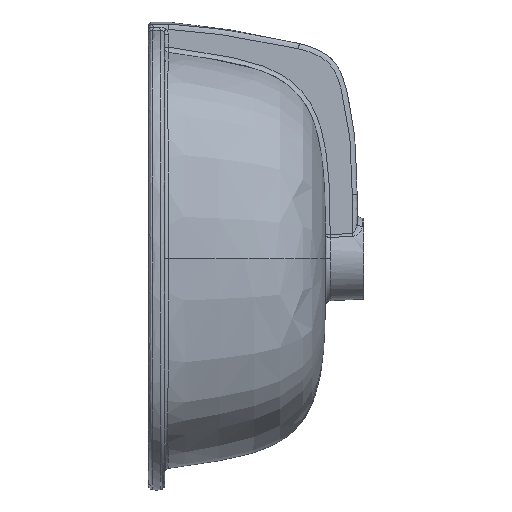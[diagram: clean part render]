
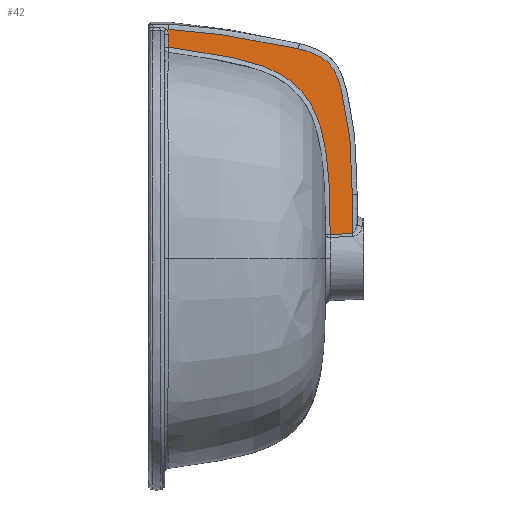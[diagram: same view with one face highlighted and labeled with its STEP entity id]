
A CAD part, left-side view. The second image highlights one B-rep face of the part: STEP entity #42.
In plain terms, the highlighted planar face has unit normal (-0.995, -0.1, 0).
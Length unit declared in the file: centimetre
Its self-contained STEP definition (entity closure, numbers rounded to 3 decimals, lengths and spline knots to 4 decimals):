
#42=ADVANCED_FACE('',(#141),#1407,.T.);
#141=FACE_OUTER_BOUND('',#239,.T.);
#239=EDGE_LOOP('',(#429,#430,#431,#432,#433,#434,#435,#436));
#429=ORIENTED_EDGE('',*,*,#800,.T.);
#430=ORIENTED_EDGE('',*,*,#801,.T.);
#431=ORIENTED_EDGE('',*,*,#802,.T.);
#432=ORIENTED_EDGE('',*,*,#803,.T.);
#433=ORIENTED_EDGE('',*,*,#804,.T.);
#434=ORIENTED_EDGE('',*,*,#805,.F.);
#435=ORIENTED_EDGE('',*,*,#806,.T.);
#436=ORIENTED_EDGE('',*,*,#807,.T.);
#800=EDGE_CURVE('',#1233,#1234,#1090,.T.);
#801=EDGE_CURVE('',#1234,#1235,#1091,.T.);
#802=EDGE_CURVE('',#1235,#1236,#1092,.T.);
#803=EDGE_CURVE('',#1236,#1237,#1093,.T.);
#804=EDGE_CURVE('',#1237,#1219,#1094,.T.);
#805=EDGE_CURVE('',#1218,#1219,#1095,.T.);
#806=EDGE_CURVE('',#1218,#1232,#1096,.T.);
#807=EDGE_CURVE('',#1232,#1233,#1097,.T.);
#1090=B_SPLINE_CURVE_WITH_KNOTS('',3,(#12834,#12835,#12836,#12837,#12838,
#12839,#12840,#12841,#12842,#12843,#12844,#12845,#12846,#12847,#12848,#12849,
#12850,#12851,#12852,#12853,#12854,#12855,#12856,#12857,#12858,#12859,#12860),
 .UNSPECIFIED.,.F.,.F.,(4,1,1,1,1,1,1,1,1,1,1,1,1,1,1,1,1,1,1,1,1,1,1,1,
4),(-272.4904,-253.7047,-236.8678,-221.6802,
-208.0208,-195.8151,-184.9795,-175.44,
-167.1015,-159.6405,-152.7372,-146.1473,
-139.6752,-133.1665,-126.4529,-119.3073,
-111.4896,-102.7335,-92.8088,-81.5493,
-68.8218,-54.4596,-38.2816,-20.1595,
0.),.UNSPECIFIED.);
#1091=B_SPLINE_CURVE_WITH_KNOTS('',3,(#12861,#12862,#12863,#12864,#12865,
#12866),.UNSPECIFIED.,.F.,.F.,(4,1,1,4),(-20.6653,-13.7769,
-6.8884,0.),.UNSPECIFIED.);
#1092=B_SPLINE_CURVE_WITH_KNOTS('',1,(#12867,#12868),.UNSPECIFIED.,.F.,
 .F.,(2,2),(0.,1.),.UNSPECIFIED.);
#1093=B_SPLINE_CURVE_WITH_KNOTS('',3,(#12869,#12870,#12871,#12872,#12873,
#12874,#12875,#12876,#12877,#12878,#12879,#12880,#12881,#12882,#12883,#12884,
#12885,#12886,#12887),.UNSPECIFIED.,.F.,.F.,(4,1,1,1,1,1,1,1,1,1,1,1,1,
1,1,1,4),(-157.0866,-137.2019,-117.3451,-97.4996,
-87.5814,-77.6723,-67.7773,-57.9056,
-48.0911,-43.2476,-38.4688,-33.7603,
-29.0477,-24.2821,-19.466,-9.735,
0.),.UNSPECIFIED.);
#1094=B_SPLINE_CURVE_WITH_KNOTS('',3,(#12888,#12889,#12890,#12891,#12892,
#12893,#12894,#12895,#12896,#12897,#12898),.UNSPECIFIED.,.F.,.F.,(4,1,1,
1,1,1,1,1,4),(-123.0187,-92.2164,-76.8131,-61.4121,
-46.016,-30.6295,-15.2659,-7.6067,0.),
 .UNSPECIFIED.);
#1095=B_SPLINE_CURVE_WITH_KNOTS('',1,(#12899,#12900),.UNSPECIFIED.,.F.,
 .F.,(2,2),(-1.,0.),.UNSPECIFIED.);
#1096=B_SPLINE_CURVE_WITH_KNOTS('',3,(#12901,#12902,#12903,#12904,#12905,
#12906),.UNSPECIFIED.,.F.,.F.,(4,1,1,4),(-5.3008,-3.5401,
-1.7739,0.),.UNSPECIFIED.);
#1097=B_SPLINE_CURVE_WITH_KNOTS('',1,(#12907,#12908),.UNSPECIFIED.,.F.,
 .F.,(2,2),(0.,0.9999),.UNSPECIFIED.);
#1218=VERTEX_POINT('',#11437);
#1219=VERTEX_POINT('',#11438);
#1232=VERTEX_POINT('',#11451);
#1233=VERTEX_POINT('',#11452);
#1234=VERTEX_POINT('',#11453);
#1235=VERTEX_POINT('',#11454);
#1236=VERTEX_POINT('',#11455);
#1237=VERTEX_POINT('',#11456);
#1407=PLANE('',#1436);
#1436=AXIS2_PLACEMENT_3D('',#4632,#1448,$);
#1448=DIRECTION('',(-0.995,-0.1,0.));
#4632=CARTESIAN_POINT('',(-48.3097,-16.9026,22.2496));
#11437=CARTESIAN_POINT('',(-48.3087,-16.9125,213.1203));
#11438=CARTESIAN_POINT('',(-48.1502,-18.4976,213.1322));
#11451=CARTESIAN_POINT('',(-48.1398,-18.6019,208.1901));
#11452=CARTESIAN_POINT('',(-48.1398,-18.6019,196.6385));
#11453=CARTESIAN_POINT('',(-33.1026,-168.974,22.2596));
#11454=CARTESIAN_POINT('',(-31.0502,-189.4975,23.5341));
#11455=CARTESIAN_POINT('',(-31.0502,-189.4975,60.));
#11456=CARTESIAN_POINT('',(-36.056,-139.4402,195.1131));
#12834=CARTESIAN_POINT('',(-48.1398,-18.6019,196.6385));
#12835=CARTESIAN_POINT('',(-47.5219,-24.7808,195.8304));
#12836=CARTESIAN_POINT('',(-46.3519,-36.4808,194.1697));
#12837=CARTESIAN_POINT('',(-44.6869,-53.1311,191.5508));
#12838=CARTESIAN_POINT('',(-43.1932,-68.0676,188.9833));
#12839=CARTESIAN_POINT('',(-41.858,-81.4203,186.2892));
#12840=CARTESIAN_POINT('',(-40.675,-93.2497,183.3837));
#12841=CARTESIAN_POINT('',(-39.6406,-103.5939,180.2168));
#12842=CARTESIAN_POINT('',(-38.7502,-112.498,176.7956));
#12843=CARTESIAN_POINT('',(-37.9904,-120.0964,173.165));
#12844=CARTESIAN_POINT('',(-37.3385,-126.6145,169.358));
#12845=CARTESIAN_POINT('',(-36.7696,-132.3037,165.3297));
#12846=CARTESIAN_POINT('',(-36.2646,-137.3542,161.0115));
#12847=CARTESIAN_POINT('',(-35.8084,-141.916,156.3593));
#12848=CARTESIAN_POINT('',(-35.3913,-146.0869,151.2956));
#12849=CARTESIAN_POINT('',(-35.0094,-149.9064,145.6843));
#12850=CARTESIAN_POINT('',(-34.657,-153.4295,139.3754));
#12851=CARTESIAN_POINT('',(-34.3311,-156.6891,132.1695));
#12852=CARTESIAN_POINT('',(-34.0336,-159.6643,123.8481));
#12853=CARTESIAN_POINT('',(-33.7715,-162.2848,114.2123));
#12854=CARTESIAN_POINT('',(-33.5497,-164.5032,103.1227));
#12855=CARTESIAN_POINT('',(-33.3728,-166.2717,90.4577));
#12856=CARTESIAN_POINT('',(-33.2409,-167.5912,76.0916));
#12857=CARTESIAN_POINT('',(-33.1581,-168.4189,59.889));
#12858=CARTESIAN_POINT('',(-33.1132,-168.868,41.7402));
#12859=CARTESIAN_POINT('',(-33.105,-168.9503,28.9795));
#12860=CARTESIAN_POINT('',(-33.1026,-168.974,22.2596));
#12861=CARTESIAN_POINT('',(-33.1026,-168.974,22.2596));
#12862=CARTESIAN_POINT('',(-32.8746,-171.2536,22.4129));
#12863=CARTESIAN_POINT('',(-32.4186,-175.8135,22.7105));
#12864=CARTESIAN_POINT('',(-31.7345,-182.6547,23.1357));
#12865=CARTESIAN_POINT('',(-31.2784,-187.2165,23.4035));
#12866=CARTESIAN_POINT('',(-31.0502,-189.4975,23.5341));
#12867=CARTESIAN_POINT('',(-31.0502,-189.4975,23.5341));
#12868=CARTESIAN_POINT('',(-31.0502,-189.4975,60.));
#12869=CARTESIAN_POINT('',(-31.0502,-189.4975,60.));
#12870=CARTESIAN_POINT('',(-31.0502,-189.4975,66.6282));
#12871=CARTESIAN_POINT('',(-31.0618,-189.3824,79.8767));
#12872=CARTESIAN_POINT('',(-31.1534,-188.4664,99.7242));
#12873=CARTESIAN_POINT('',(-31.3106,-186.8944,116.1966));
#12874=CARTESIAN_POINT('',(-31.4866,-185.1337,129.3034));
#12875=CARTESIAN_POINT('',(-31.6483,-183.5172,139.0784));
#12876=CARTESIAN_POINT('',(-31.8449,-181.5513,148.7745));
#12877=CARTESIAN_POINT('',(-32.0869,-179.1309,158.3328));
#12878=CARTESIAN_POINT('',(-32.3336,-176.6636,166.137));
#12879=CARTESIAN_POINT('',(-32.5847,-174.1532,172.1115));
#12880=CARTESIAN_POINT('',(-32.8119,-171.8811,176.3194));
#12881=CARTESIAN_POINT('',(-33.0925,-169.0746,180.146));
#12882=CARTESIAN_POINT('',(-33.4331,-165.6692,183.4384));
#12883=CARTESIAN_POINT('',(-33.8176,-161.8244,186.2463));
#12884=CARTESIAN_POINT('',(-34.3747,-156.2525,189.441));
#12885=CARTESIAN_POINT('',(-35.119,-148.81,192.5969));
#12886=CARTESIAN_POINT('',(-35.7403,-142.5968,194.4302));
#12887=CARTESIAN_POINT('',(-36.056,-139.4402,195.1131));
#12888=CARTESIAN_POINT('',(-36.056,-139.4402,195.1131));
#12889=CARTESIAN_POINT('',(-37.0547,-129.4526,197.2739));
#12890=CARTESIAN_POINT('',(-38.5581,-114.4187,200.276));
#12891=CARTESIAN_POINT('',(-40.5687,-94.3128,203.9399));
#12892=CARTESIAN_POINT('',(-42.0799,-79.2004,206.4917));
#12893=CARTESIAN_POINT('',(-43.5942,-64.0577,208.8201));
#12894=CARTESIAN_POINT('',(-45.1113,-48.887,210.8627));
#12895=CARTESIAN_POINT('',(-46.3782,-36.2177,212.24));
#12896=CARTESIAN_POINT('',(-47.3915,-26.0849,212.9788));
#12897=CARTESIAN_POINT('',(-47.8979,-21.0205,213.1554));
#12898=CARTESIAN_POINT('',(-48.1502,-18.4976,213.1322));
#12899=CARTESIAN_POINT('',(-48.3087,-16.9125,213.1203));
#12900=CARTESIAN_POINT('',(-48.1502,-18.4976,213.1322));
#12901=CARTESIAN_POINT('',(-48.3087,-16.9125,213.1203));
#12902=CARTESIAN_POINT('',(-48.2726,-17.2731,212.6586));
#12903=CARTESIAN_POINT('',(-48.2105,-17.8945,211.6488));
#12904=CARTESIAN_POINT('',(-48.1529,-18.4714,209.9659));
#12905=CARTESIAN_POINT('',(-48.1398,-18.6022,208.7815));
#12906=CARTESIAN_POINT('',(-48.1398,-18.6019,208.1901));
#12907=CARTESIAN_POINT('',(-48.1398,-18.6019,208.1901));
#12908=CARTESIAN_POINT('',(-48.1398,-18.6019,196.6385));
